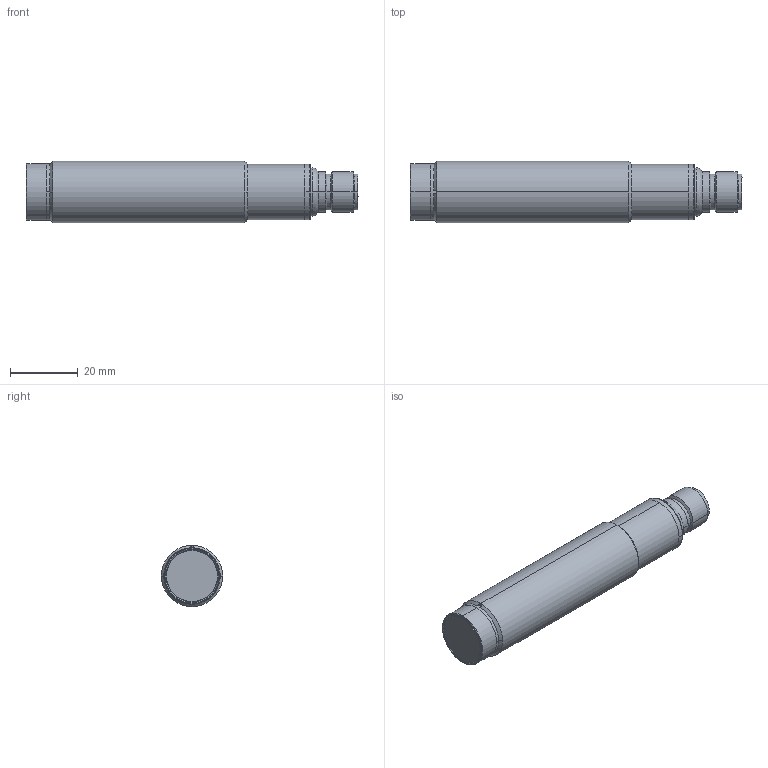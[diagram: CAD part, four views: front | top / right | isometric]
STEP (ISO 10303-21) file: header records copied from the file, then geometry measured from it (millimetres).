
FILE_DESCRIPTION (( 'STEP AP214' ), '1' );
FILE_NAME ('FALH-X0-0E.step', '2018-04-12T19:55:56', ( '' ), ( '' ), 'SwSTEP 2.0', 'SolidWorks 2017', '' );
FILE_SCHEMA (( 'AUTOMOTIVE_DESIGN' ));
Length unit declared in the file: inch
Products named in the file (1): FALH-X0-0E
Bounding box: 97.65 x 18 x 18 mm (x, y, z)
Volume: 21158.3 mm3; surface area: 7892.4 mm2
Topology: 9 solids, 9 shells, 149 faces, 327 edges, 201 vertices
Faces by surface type: cylinder 70, plane 37, cone 24, bspline 18
Entity records: 6572 total; most frequent: CARTESIAN_POINT 1182, DIRECTION 759, ORIENTED_EDGE 638, AXIS2_PLACEMENT_3D 324, EDGE_CURVE 319, VERTEX_POINT 201, CIRCLE 192, EDGE_LOOP 172
